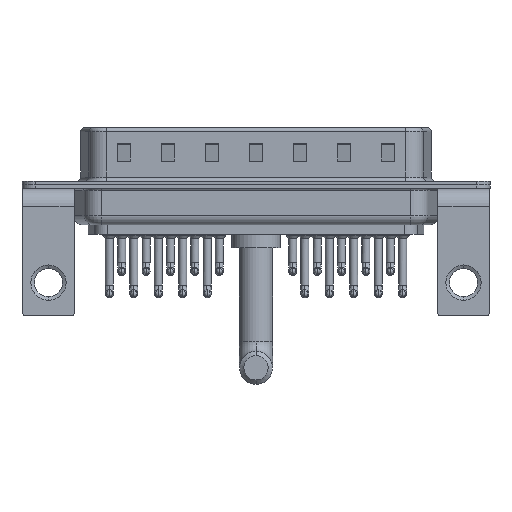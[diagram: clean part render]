
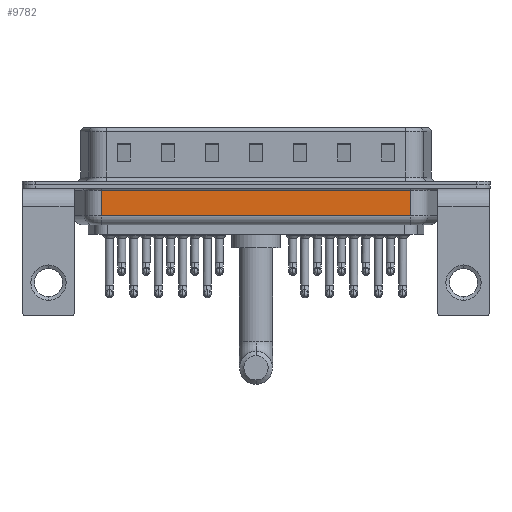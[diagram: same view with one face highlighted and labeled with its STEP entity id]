
A CAD part, front view. The second image highlights one B-rep face of the part: STEP entity #9782.
In plain terms, the highlighted planar face has unit normal (0, -1, 0).
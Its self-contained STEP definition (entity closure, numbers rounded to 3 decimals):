
#1280 = ORIENTED_EDGE ( 'NONE', *, *, #5818, .F. ) ;
#1489 = VERTEX_POINT ( 'NONE', #1727 ) ;
#1727 = CARTESIAN_POINT ( 'NONE',  ( 41.044, -5.35, -3.5 ) ) ;
#2613 = EDGE_LOOP ( 'NONE', ( #1280, #3012, #8323, #25886 ) ) ;
#3012 = ORIENTED_EDGE ( 'NONE', *, *, #26696, .T. ) ;
#3887 = LINE ( 'NONE', #17907, #12520 ) ;
#4624 = VERTEX_POINT ( 'NONE', #25286 ) ;
#5818 = EDGE_CURVE ( 'NONE', #4624, #25293, #3887, .T. ) ;
#6899 = LINE ( 'NONE', #13702, #12530 ) ;
#6901 = VERTEX_POINT ( 'NONE', #18114 ) ;
#6915 = CARTESIAN_POINT ( 'NONE',  ( 6.006, -5.35, -3.5 ) ) ;
#7133 = LINE ( 'NONE', #15429, #20194 ) ;
#7567 = DIRECTION ( 'NONE',  ( 0., 0., 1. ) ) ;
#7581 = EDGE_CURVE ( 'NONE', #1489, #6901, #6899, .T. ) ;
#8323 = ORIENTED_EDGE ( 'NONE', *, *, #7581, .T. ) ;
#9782 = ADVANCED_FACE ( 'NONE', ( #19064 ), #11168, .F. ) ;
#10297 = CARTESIAN_POINT ( 'NONE',  ( 6.006, -5.35, -0.65 ) ) ;
#11168 = PLANE ( 'NONE',  #22565 ) ;
#12520 = VECTOR ( 'NONE', #7567, 1000. ) ;
#12530 = VECTOR ( 'NONE', #26024, 1000. ) ;
#13702 = CARTESIAN_POINT ( 'NONE',  ( 41.044, -5.35, -4.5 ) ) ;
#15364 = VECTOR ( 'NONE', #15484, 1000. ) ;
#15429 = CARTESIAN_POINT ( 'NONE',  ( 6.006, -5.35, -0.65 ) ) ;
#15484 = DIRECTION ( 'NONE',  ( 1., 0., 0. ) ) ;
#16431 = EDGE_CURVE ( 'NONE', #6901, #25293, #7133, .T. ) ;
#17166 = DIRECTION ( 'NONE',  ( 0., 1., 0. ) ) ;
#17907 = CARTESIAN_POINT ( 'NONE',  ( 6.006, -5.35, -4.5 ) ) ;
#18114 = CARTESIAN_POINT ( 'NONE',  ( 41.044, -5.35, -0.65 ) ) ;
#19064 = FACE_OUTER_BOUND ( 'NONE', #2613, .T. ) ;
#19415 = LINE ( 'NONE', #6915, #15364 ) ;
#20194 = VECTOR ( 'NONE', #25588, 1000. ) ;
#22565 = AXIS2_PLACEMENT_3D ( 'NONE', #23114, #17166, #25145 ) ;
#23114 = CARTESIAN_POINT ( 'NONE',  ( 6.006, -5.35, -4.5 ) ) ;
#25145 = DIRECTION ( 'NONE',  ( 0., 0., 1. ) ) ;
#25286 = CARTESIAN_POINT ( 'NONE',  ( 6.006, -5.35, -3.5 ) ) ;
#25293 = VERTEX_POINT ( 'NONE', #10297 ) ;
#25588 = DIRECTION ( 'NONE',  ( -1., 0., 0. ) ) ;
#25886 = ORIENTED_EDGE ( 'NONE', *, *, #16431, .T. ) ;
#26024 = DIRECTION ( 'NONE',  ( 0., 0., 1. ) ) ;
#26696 = EDGE_CURVE ( 'NONE', #4624, #1489, #19415, .T. ) ;
